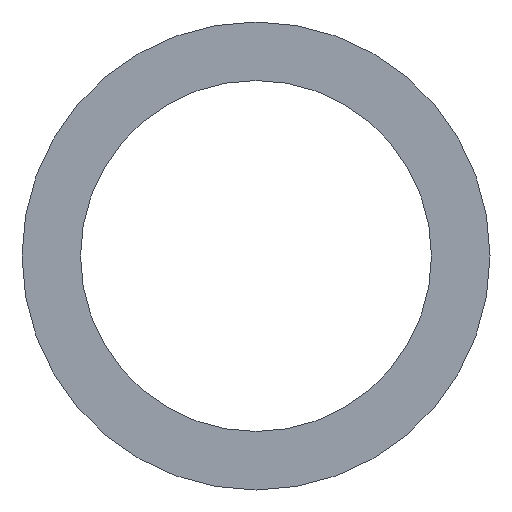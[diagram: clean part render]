
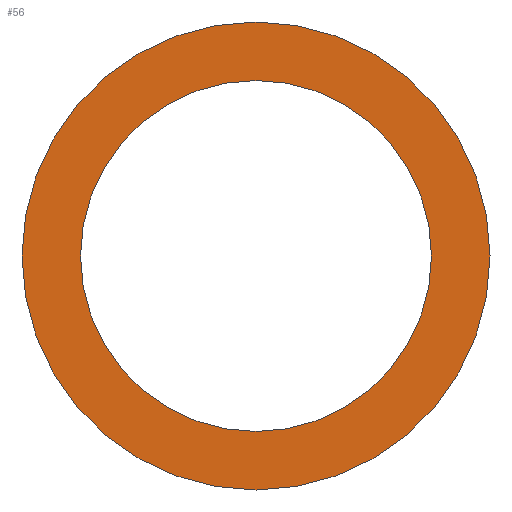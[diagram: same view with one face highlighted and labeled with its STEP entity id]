
A CAD part, front view. The second image highlights one B-rep face of the part: STEP entity #56.
In plain terms, the highlighted planar face has unit normal (0, -1, 0).
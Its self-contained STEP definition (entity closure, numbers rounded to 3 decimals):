
#2 = CIRCLE ( 'NONE', #89, 4. ) ;
#10 = FACE_BOUND ( 'NONE', #159, .T. ) ;
#25 = DIRECTION ( 'NONE',  ( 0., 1., 0. ) ) ;
#27 = CARTESIAN_POINT ( 'NONE',  ( 0., 0., 0. ) ) ;
#31 = ORIENTED_EDGE ( 'NONE', *, *, #163, .T. ) ;
#45 = VERTEX_POINT ( 'NONE', #161 ) ;
#47 = DIRECTION ( 'NONE',  ( 0., 0., 1. ) ) ;
#48 = CIRCLE ( 'NONE', #79, 3. ) ;
#55 = ORIENTED_EDGE ( 'NONE', *, *, #239, .T. ) ;
#56 = ADVANCED_FACE ( 'NONE', ( #207, #10 ), #142, .F. ) ;
#60 = AXIS2_PLACEMENT_3D ( 'NONE', #27, #123, #138 ) ;
#61 = CARTESIAN_POINT ( 'NONE',  ( 0., 0., 3. ) ) ;
#70 = CARTESIAN_POINT ( 'NONE',  ( 0., 0., -3. ) ) ;
#71 = VERTEX_POINT ( 'NONE', #61 ) ;
#79 = AXIS2_PLACEMENT_3D ( 'NONE', #111, #242, #147 ) ;
#89 = AXIS2_PLACEMENT_3D ( 'NONE', #182, #197, #240 ) ;
#102 = CARTESIAN_POINT ( 'NONE',  ( 0., 0., 0. ) ) ;
#111 = CARTESIAN_POINT ( 'NONE',  ( 0., 0., 0. ) ) ;
#121 = AXIS2_PLACEMENT_3D ( 'NONE', #124, #194, #47 ) ;
#123 = DIRECTION ( 'NONE',  ( 0., 1., 0. ) ) ;
#124 = CARTESIAN_POINT ( 'NONE',  ( 0., 0., 0. ) ) ;
#135 = EDGE_LOOP ( 'NONE', ( #241, #244 ) ) ;
#138 = DIRECTION ( 'NONE',  ( 0., 0., 1. ) ) ;
#141 = EDGE_CURVE ( 'NONE', #204, #45, #233, .T. ) ;
#142 = PLANE ( 'NONE',  #60 ) ;
#144 = CARTESIAN_POINT ( 'NONE',  ( 0., 0., 4. ) ) ;
#147 = DIRECTION ( 'NONE',  ( 0., 0., 1. ) ) ;
#159 = EDGE_LOOP ( 'NONE', ( #55, #31 ) ) ;
#161 = CARTESIAN_POINT ( 'NONE',  ( 0., 0., -4. ) ) ;
#163 = EDGE_CURVE ( 'NONE', #71, #205, #218, .T. ) ;
#169 = AXIS2_PLACEMENT_3D ( 'NONE', #102, #25, #234 ) ;
#182 = CARTESIAN_POINT ( 'NONE',  ( 0., 0., 0. ) ) ;
#194 = DIRECTION ( 'NONE',  ( 0., 1., 0. ) ) ;
#196 = EDGE_CURVE ( 'NONE', #45, #204, #2, .T. ) ;
#197 = DIRECTION ( 'NONE',  ( 0., 1., 0. ) ) ;
#204 = VERTEX_POINT ( 'NONE', #144 ) ;
#205 = VERTEX_POINT ( 'NONE', #70 ) ;
#207 = FACE_OUTER_BOUND ( 'NONE', #135, .T. ) ;
#218 = CIRCLE ( 'NONE', #121, 3. ) ;
#233 = CIRCLE ( 'NONE', #169, 4. ) ;
#234 = DIRECTION ( 'NONE',  ( 0., 0., 1. ) ) ;
#239 = EDGE_CURVE ( 'NONE', #205, #71, #48, .T. ) ;
#240 = DIRECTION ( 'NONE',  ( 0., 0., 1. ) ) ;
#241 = ORIENTED_EDGE ( 'NONE', *, *, #196, .F. ) ;
#242 = DIRECTION ( 'NONE',  ( 0., 1., 0. ) ) ;
#244 = ORIENTED_EDGE ( 'NONE', *, *, #141, .F. ) ;
